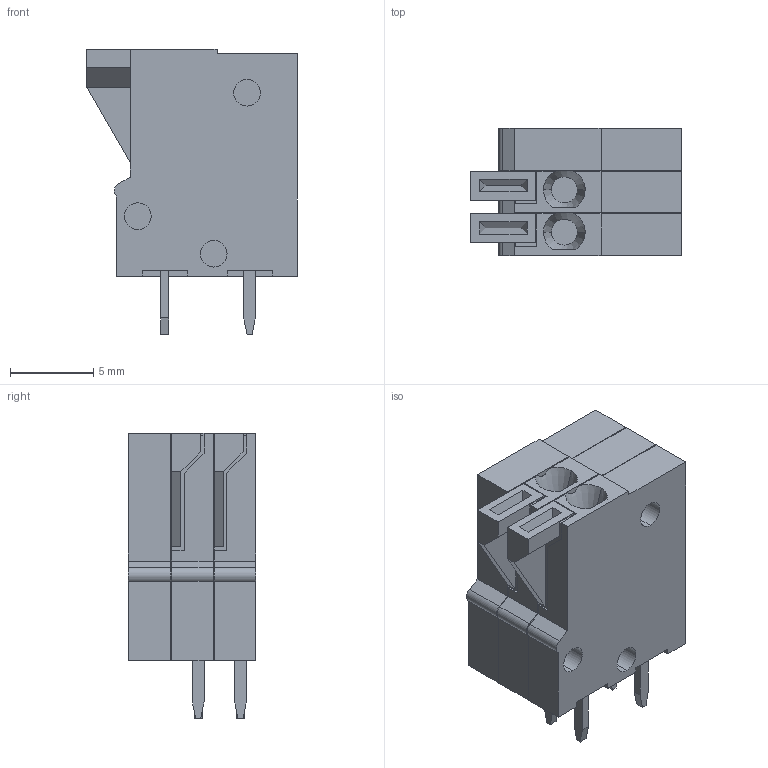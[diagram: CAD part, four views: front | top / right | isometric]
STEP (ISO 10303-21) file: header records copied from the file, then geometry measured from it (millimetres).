
FILE_DESCRIPTION(('FreeCAD Model'),'2;1');
FILE_NAME('Part_sp.step', '2019-07-13T21:53:37',('kicad StepUp'),('ksu MCAD'), 'Open CASCADE STEP processor 7.3','FreeCAD','Unknown');
FILE_SCHEMA(('AUTOMOTIVE_DESIGN { 1 0 10303 214 1 1 1 1 }'));
Length unit declared in the file: millimetre
Products named in the file (1): Part_sp
Bounding box: 12.6 x 7.62 x 17.1 mm (x, y, z)
Volume: 1037.4 mm3; surface area: 899 mm2
Topology: 1 solids, 1 shells, 174 faces, 443 edges, 282 vertices
Faces by surface type: plane 153, cylinder 15, cone 6
Entity records: 12473 total; most frequent: CARTESIAN_POINT 2242, DIRECTION 1674, LINE 1225, VECTOR 1225, ORIENTED_EDGE 886, PCURVE 886, DEFINITIONAL_REPRESENTATION 886, EDGE_CURVE 443
